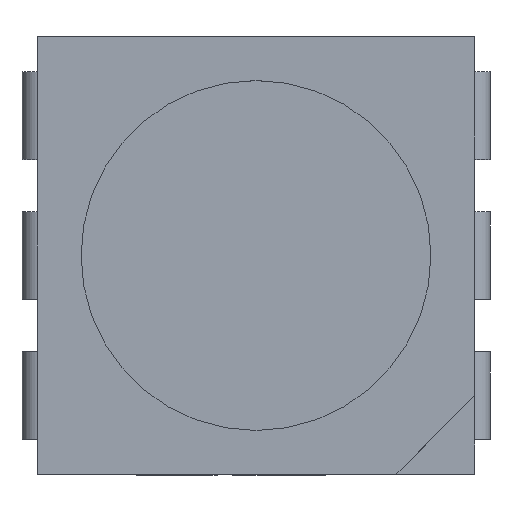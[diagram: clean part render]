
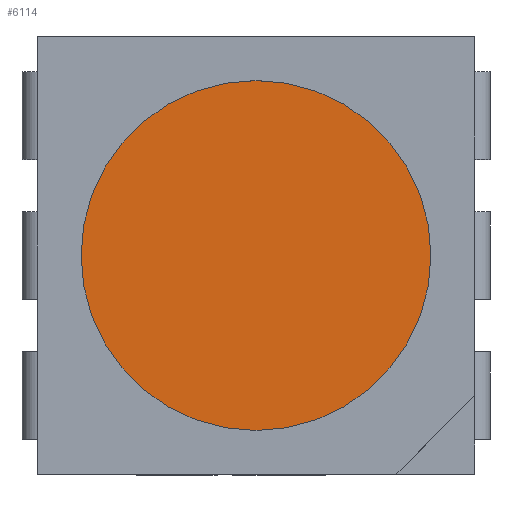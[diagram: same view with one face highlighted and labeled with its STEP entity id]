
A CAD part, top view. The second image highlights one B-rep face of the part: STEP entity #6114.
In plain terms, the highlighted planar face has unit normal (0, 0, 1).
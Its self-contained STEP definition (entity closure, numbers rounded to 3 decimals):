
#1006 = ORIENTED_EDGE ( 'NONE', *, *, #1317, .T. ) ;
#1317 = EDGE_CURVE ( 'NONE', #5427, #14545, #2059, .T. ) ;
#2059 = CIRCLE ( 'NONE', #5990, 2. ) ;
#2320 = EDGE_LOOP ( 'NONE', ( #1006, #6507 ) ) ;
#2814 = CIRCLE ( 'NONE', #15532, 2. ) ;
#4449 = DIRECTION ( 'NONE',  ( 0., 0., 1. ) ) ;
#4631 = CARTESIAN_POINT ( 'NONE',  ( 2., 0., 0.79 ) ) ;
#4765 = DIRECTION ( 'NONE',  ( 1., 0., 0. ) ) ;
#5056 = DIRECTION ( 'NONE',  ( 1., 0., 0. ) ) ;
#5427 = VERTEX_POINT ( 'NONE', #4631 ) ;
#5990 = AXIS2_PLACEMENT_3D ( 'NONE', #15570, #4449, #6950 ) ;
#6114 = ADVANCED_FACE ( 'NONE', ( #14518 ), #13390, .T. ) ;
#6507 = ORIENTED_EDGE ( 'NONE', *, *, #12264, .T. ) ;
#6950 = DIRECTION ( 'NONE',  ( 1., 0., 0. ) ) ;
#7788 = CARTESIAN_POINT ( 'NONE',  ( -2., 0., 0.79 ) ) ;
#10064 = CARTESIAN_POINT ( 'NONE',  ( 0., 0., 0.79 ) ) ;
#12264 = EDGE_CURVE ( 'NONE', #14545, #5427, #2814, .T. ) ;
#13390 = PLANE ( 'NONE',  #13544 ) ;
#13544 = AXIS2_PLACEMENT_3D ( 'NONE', #10064, #14685, #5056 ) ;
#14518 = FACE_OUTER_BOUND ( 'NONE', #2320, .T. ) ;
#14545 = VERTEX_POINT ( 'NONE', #7788 ) ;
#14685 = DIRECTION ( 'NONE',  ( 0., 0., 1. ) ) ;
#14722 = CARTESIAN_POINT ( 'NONE',  ( 0., 0., 0.79 ) ) ;
#15532 = AXIS2_PLACEMENT_3D ( 'NONE', #14722, #16047, #4765 ) ;
#15570 = CARTESIAN_POINT ( 'NONE',  ( 0., 0., 0.79 ) ) ;
#16047 = DIRECTION ( 'NONE',  ( 0., 0., 1. ) ) ;
